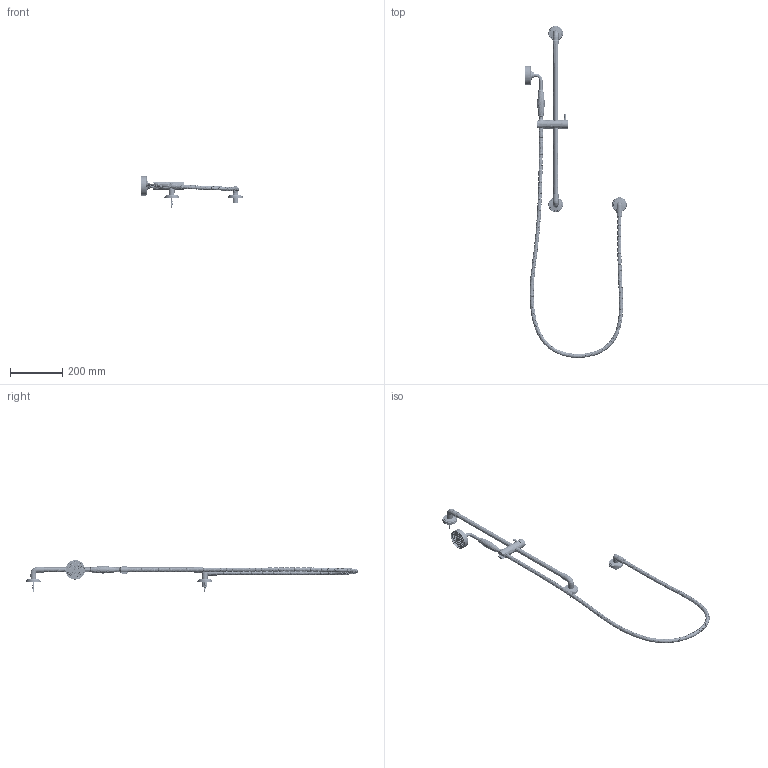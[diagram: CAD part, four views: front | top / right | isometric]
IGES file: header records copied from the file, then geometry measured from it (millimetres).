
Global section: file name: T170-KIT-LB; native system: Autodesk Inventor 2020; preprocessor: unknown; author: rclarke; date: 20190924.153347; units: millimetre
Bounding box: 387.81 x 1268.15 x 120.97 mm (x, y, z)
Volume: 638401.9 mm3; surface area: 401809 mm2
Topology: 276 solids, 281 shells, 3667 faces, 9662 edges, 6863 vertices
Faces by surface type: bspline 3667
